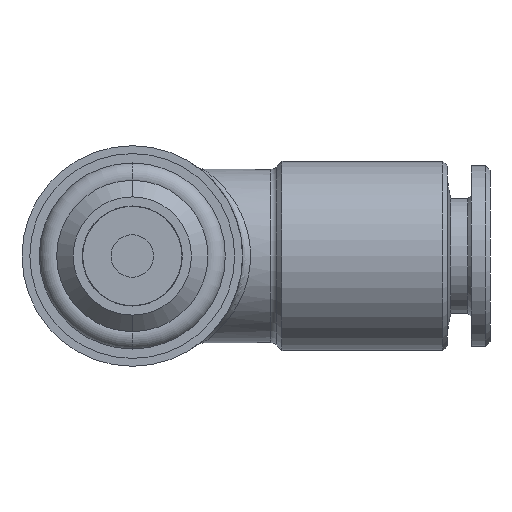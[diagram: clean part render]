
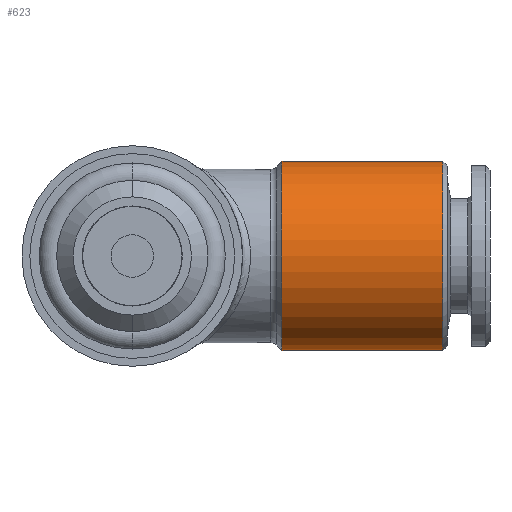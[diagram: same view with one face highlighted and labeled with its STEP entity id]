
A CAD part, front view. The second image highlights one B-rep face of the part: STEP entity #623.
In plain terms, the highlighted cylindrical face has radius 6 mm (diameter 12 mm), a partial arc.
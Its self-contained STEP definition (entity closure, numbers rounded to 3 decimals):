
#32 = EDGE_CURVE ( 'NONE', #259, #251, #1120, .T. ) ;
#247 = EDGE_CURVE ( 'NONE', #256, #248, #2210, .T. ) ;
#248 = VERTEX_POINT ( 'NONE', #2206 ) ;
#251 = VERTEX_POINT ( 'NONE', #2205 ) ;
#256 = VERTEX_POINT ( 'NONE', #2040 ) ;
#259 = VERTEX_POINT ( 'NONE', #2034 ) ;
#623 = ADVANCED_FACE ( 'NONE', ( #2865 ), #2858, .T. ) ;
#624 = EDGE_LOOP ( 'NONE', ( #625, #626, #628, #642 ) ) ;
#625 = ORIENTED_EDGE ( 'NONE', *, *, #247, .F. ) ;
#626 = ORIENTED_EDGE ( 'NONE', *, *, #627, .T. ) ;
#627 = EDGE_CURVE ( 'NONE', #256, #259, #2926, .T. ) ;
#628 = ORIENTED_EDGE ( 'NONE', *, *, #32, .T. ) ;
#642 = ORIENTED_EDGE ( 'NONE', *, *, #725, .T. ) ;
#725 = EDGE_CURVE ( 'NONE', #251, #248, #3500, .T. ) ;
#1117 = DIRECTION ( 'NONE',  ( -1., 0., 0. ) ) ;
#1118 = VECTOR ( 'NONE', #1117, 1000. ) ;
#1119 = CARTESIAN_POINT ( 'NONE',  ( 0., 15.4, 6. ) ) ;
#1120 = LINE ( 'NONE', #1119, #1118 ) ;
#2034 = CARTESIAN_POINT ( 'NONE',  ( 19.7, 15.4, 6. ) ) ;
#2040 = CARTESIAN_POINT ( 'NONE',  ( 19.7, 15.4, -6. ) ) ;
#2205 = CARTESIAN_POINT ( 'NONE',  ( 9.5, 15.4, 6. ) ) ;
#2206 = CARTESIAN_POINT ( 'NONE',  ( 9.5, 15.4, -6. ) ) ;
#2207 = DIRECTION ( 'NONE',  ( -1., 0., 0. ) ) ;
#2208 = VECTOR ( 'NONE', #2207, 1000. ) ;
#2209 = CARTESIAN_POINT ( 'NONE',  ( 0., 15.4, -6. ) ) ;
#2210 = LINE ( 'NONE', #2209, #2208 ) ;
#2858 = CYLINDRICAL_SURFACE ( 'NONE', #2860, 6. ) ;
#2859 = CARTESIAN_POINT ( 'NONE',  ( 0., 15.4, 0. ) ) ;
#2860 = AXIS2_PLACEMENT_3D ( 'NONE', #2859, #2928, #2927 ) ;
#2865 = FACE_OUTER_BOUND ( 'NONE', #624, .T. ) ;
#2922 = DIRECTION ( 'NONE',  ( 0., 0., 1. ) ) ;
#2923 = DIRECTION ( 'NONE',  ( -1., 0., 0. ) ) ;
#2924 = CARTESIAN_POINT ( 'NONE',  ( 19.7, 15.4, 0. ) ) ;
#2925 = AXIS2_PLACEMENT_3D ( 'NONE', #2924, #2923, #2922 ) ;
#2926 = CIRCLE ( 'NONE', #2925, 6. ) ;
#2927 = DIRECTION ( 'NONE',  ( 0., 0., 1. ) ) ;
#2928 = DIRECTION ( 'NONE',  ( -1., 0., 0. ) ) ;
#3496 = DIRECTION ( 'NONE',  ( 0., 0., -1. ) ) ;
#3497 = DIRECTION ( 'NONE',  ( 1., 0., 0. ) ) ;
#3498 = CARTESIAN_POINT ( 'NONE',  ( 9.5, 15.4, 0. ) ) ;
#3499 = AXIS2_PLACEMENT_3D ( 'NONE', #3498, #3497, #3496 ) ;
#3500 = CIRCLE ( 'NONE', #3499, 6. ) ;
